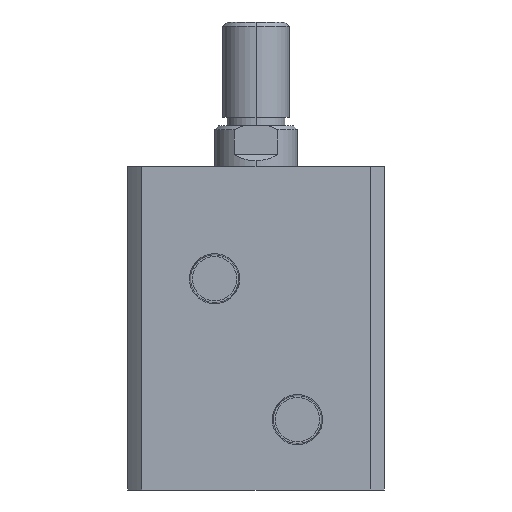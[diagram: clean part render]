
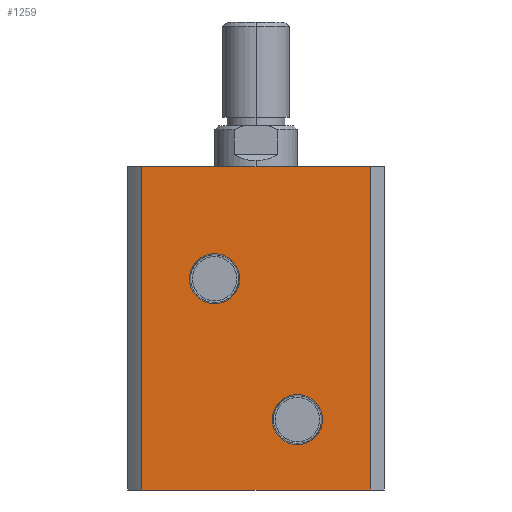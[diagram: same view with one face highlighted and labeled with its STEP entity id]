
A CAD part, left-side view. The second image highlights one B-rep face of the part: STEP entity #1259.
In plain terms, the highlighted planar face has unit normal (-1, 0, 0).
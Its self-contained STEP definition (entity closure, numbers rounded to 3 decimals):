
#9 = ORIENTED_EDGE ( 'NONE', *, *, #1949, .T. ) ;
#17 = ORIENTED_EDGE ( 'NONE', *, *, #2063, .F. ) ;
#21 = ORIENTED_EDGE ( 'NONE', *, *, #1953, .F. ) ;
#22 = ORIENTED_EDGE ( 'NONE', *, *, #1950, .F. ) ;
#27 = ORIENTED_EDGE ( 'NONE', *, *, #2071, .F. ) ;
#28 = ORIENTED_EDGE ( 'NONE', *, *, #1952, .T. ) ;
#31 = ORIENTED_EDGE ( 'NONE', *, *, #1951, .F. ) ;
#302 = DIRECTION ( 'NONE',  ( 1., 0., 0. ) ) ;
#307 = CARTESIAN_POINT ( 'NONE',  ( -31., 0., 78. ) ) ;
#309 = PLANE ( 'NONE',  #2187 ) ;
#311 = DIRECTION ( 'NONE',  ( 0., 0., -1. ) ) ;
#345 = VERTEX_POINT ( 'NONE', #3521 ) ;
#366 = VERTEX_POINT ( 'NONE', #3522 ) ;
#377 = VERTEX_POINT ( 'NONE', #3499 ) ;
#379 = VERTEX_POINT ( 'NONE', #3534 ) ;
#519 = VERTEX_POINT ( 'NONE', #3581 ) ;
#702 = FACE_OUTER_BOUND ( 'NONE', #3685, .T. ) ;
#720 = FACE_BOUND ( 'NONE', #3707, .T. ) ;
#723 = FACE_BOUND ( 'NONE', #3720, .T. ) ;
#904 = LINE ( 'NONE', #3050, #911 ) ;
#909 = LINE ( 'NONE', #3049, #913 ) ;
#910 = CIRCLE ( 'NONE', #2232, 6.06 ) ;
#911 = VECTOR ( 'NONE', #3045, 1000. ) ;
#912 = LINE ( 'NONE', #3056, #915 ) ;
#913 = VECTOR ( 'NONE', #3055, 1000. ) ;
#914 = LINE ( 'NONE', #3058, #917 ) ;
#915 = VECTOR ( 'NONE', #3057, 1000. ) ;
#916 = CIRCLE ( 'NONE', #2231, 6.06 ) ;
#917 = VECTOR ( 'NONE', #3059, 1000. ) ;
#1066 = CIRCLE ( 'NONE', #2297, 6.06 ) ;
#1078 = CIRCLE ( 'NONE', #2301, 6.06 ) ;
#1259 = ADVANCED_FACE ( 'NONE', ( #720, #723, #702 ), #309, .F. ) ;
#1812 = ORIENTED_EDGE ( 'NONE', *, *, #1954, .F. ) ;
#1949 = EDGE_CURVE ( 'NONE', #3749, #3771, #904, .T. ) ;
#1950 = EDGE_CURVE ( 'NONE', #3749, #519, #909, .T. ) ;
#1951 = EDGE_CURVE ( 'NONE', #519, #3737, #912, .T. ) ;
#1952 = EDGE_CURVE ( 'NONE', #3771, #3737, #914, .T. ) ;
#1953 = EDGE_CURVE ( 'NONE', #377, #366, #916, .T. ) ;
#1954 = EDGE_CURVE ( 'NONE', #345, #379, #910, .T. ) ;
#2063 = EDGE_CURVE ( 'NONE', #366, #377, #1066, .T. ) ;
#2071 = EDGE_CURVE ( 'NONE', #379, #345, #1078, .T. ) ;
#2187 = AXIS2_PLACEMENT_3D ( 'NONE', #307, #302, #311 ) ;
#2231 = AXIS2_PLACEMENT_3D ( 'NONE', #3061, #3062, #3063 ) ;
#2232 = AXIS2_PLACEMENT_3D ( 'NONE', #3064, #3065, #3066 ) ;
#2297 = AXIS2_PLACEMENT_3D ( 'NONE', #2432, #2433, #2434 ) ;
#2301 = AXIS2_PLACEMENT_3D ( 'NONE', #2451, #2452, #2453 ) ;
#2432 = CARTESIAN_POINT ( 'NONE',  ( -31., -10., 17. ) ) ;
#2433 = DIRECTION ( 'NONE',  ( -1., 0., 0. ) ) ;
#2434 = DIRECTION ( 'NONE',  ( 0., 0., 1. ) ) ;
#2451 = CARTESIAN_POINT ( 'NONE',  ( -31., 10., 51. ) ) ;
#2452 = DIRECTION ( 'NONE',  ( -1., 0., 0. ) ) ;
#2453 = DIRECTION ( 'NONE',  ( 0., 0., 1. ) ) ;
#2597 = CARTESIAN_POINT ( 'NONE',  ( -31., -27.591, 0. ) ) ;
#2606 = CARTESIAN_POINT ( 'NONE',  ( -31., 27.591, 78. ) ) ;
#2628 = CARTESIAN_POINT ( 'NONE',  ( -31., 27.591, 0. ) ) ;
#3045 = DIRECTION ( 'NONE',  ( 0., 0., -1. ) ) ;
#3049 = CARTESIAN_POINT ( 'NONE',  ( -31., 0., 78. ) ) ;
#3050 = CARTESIAN_POINT ( 'NONE',  ( -31., 27.591, 78. ) ) ;
#3055 = DIRECTION ( 'NONE',  ( 0., -1., 0. ) ) ;
#3056 = CARTESIAN_POINT ( 'NONE',  ( -31., -27.591, 78. ) ) ;
#3057 = DIRECTION ( 'NONE',  ( 0., 0., -1. ) ) ;
#3058 = CARTESIAN_POINT ( 'NONE',  ( -31., 0., 0. ) ) ;
#3059 = DIRECTION ( 'NONE',  ( 0., -1., 0. ) ) ;
#3061 = CARTESIAN_POINT ( 'NONE',  ( -31., -10., 17. ) ) ;
#3062 = DIRECTION ( 'NONE',  ( -1., 0., 0. ) ) ;
#3063 = DIRECTION ( 'NONE',  ( 0., 0., 1. ) ) ;
#3064 = CARTESIAN_POINT ( 'NONE',  ( -31., 10., 51. ) ) ;
#3065 = DIRECTION ( 'NONE',  ( -1., 0., 0. ) ) ;
#3066 = DIRECTION ( 'NONE',  ( 0., 0., 1. ) ) ;
#3499 = CARTESIAN_POINT ( 'NONE',  ( -31., -10., 23.06 ) ) ;
#3521 = CARTESIAN_POINT ( 'NONE',  ( -31., 10., 57.06 ) ) ;
#3522 = CARTESIAN_POINT ( 'NONE',  ( -31., -10., 10.94 ) ) ;
#3534 = CARTESIAN_POINT ( 'NONE',  ( -31., 10., 44.94 ) ) ;
#3581 = CARTESIAN_POINT ( 'NONE',  ( -31., -27.591, 78. ) ) ;
#3685 = EDGE_LOOP ( 'NONE', ( #28, #31, #22, #9 ) ) ;
#3707 = EDGE_LOOP ( 'NONE', ( #1812, #27 ) ) ;
#3720 = EDGE_LOOP ( 'NONE', ( #21, #17 ) ) ;
#3737 = VERTEX_POINT ( 'NONE', #2597 ) ;
#3749 = VERTEX_POINT ( 'NONE', #2606 ) ;
#3771 = VERTEX_POINT ( 'NONE', #2628 ) ;
